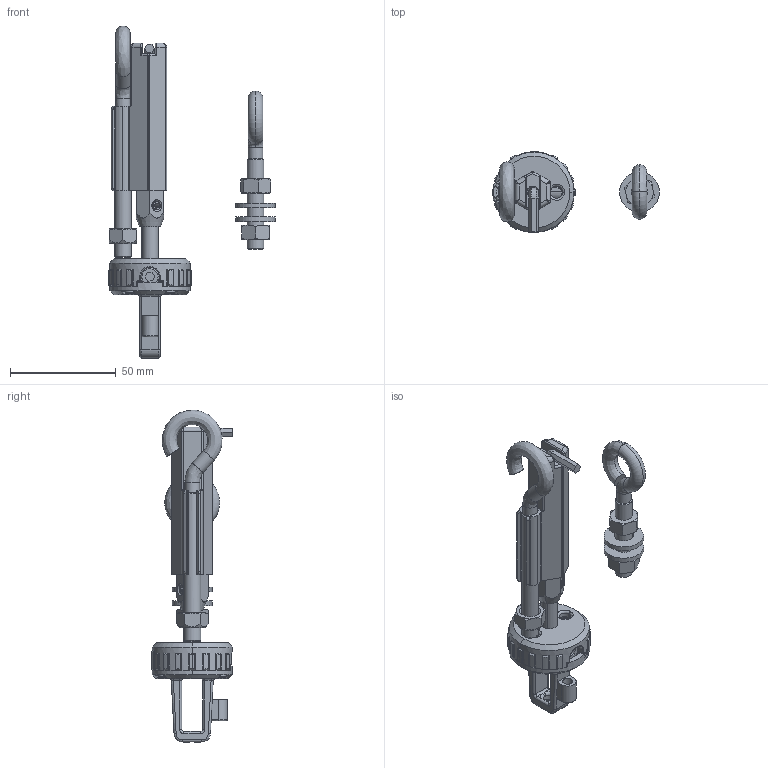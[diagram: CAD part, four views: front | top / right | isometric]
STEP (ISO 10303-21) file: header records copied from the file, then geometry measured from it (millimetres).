
FILE_DESCRIPTION (( 'STEP AP214' ), '1' );
FILE_NAME ('140009.STEP', '2021-06-04T18:26:20', ( '' ), ( '' ), 'SwSTEP 2.0', 'SolidWorks 2021', '' );
FILE_SCHEMA (( 'AUTOMOTIVE_DESIGN' ));
Length unit declared in the file: inch
Products named in the file (1): 140009
Bounding box: 79 x 38.21 x 157.28 mm (x, y, z)
Volume: 50544.2 mm3; surface area: 39703.8 mm2
Topology: 20 solids, 20 shells, 1214 faces, 2952 edges, 1748 vertices
Faces by surface type: cylinder 479, plane 302, torus 175, cone 131, bspline 83, sphere 44
Full cylindrical faces by diameter (mm): 6.8 x2, 7 x3, 8 x4, 8.5 x1, 9.12 x2, 9.975 x1, 18.8 x2
Entity records: 50504 total; most frequent: CARTESIAN_POINT 23209, ORIENTED_EDGE 5708, DIRECTION 5595, EDGE_CURVE 2854, AXIS2_PLACEMENT_3D 2271, VERTEX_POINT 1725, EDGE_LOOP 1307, FACE_OUTER_BOUND 1231
